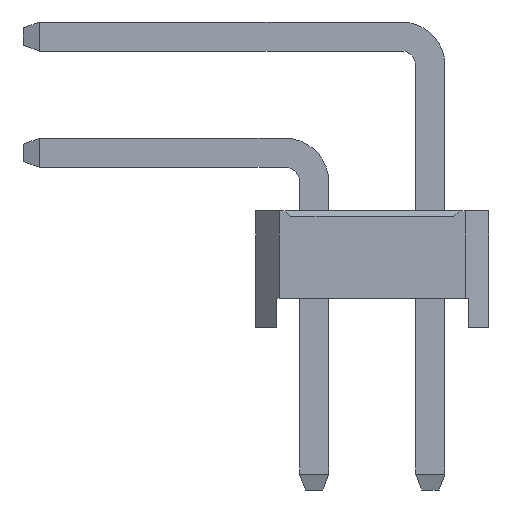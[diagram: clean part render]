
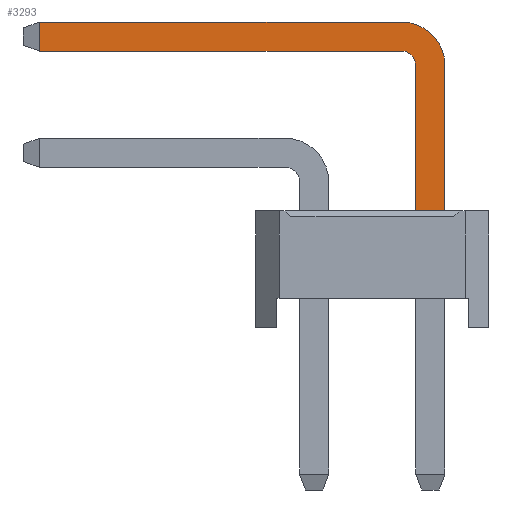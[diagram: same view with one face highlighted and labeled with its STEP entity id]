
A CAD part, left-side view. The second image highlights one B-rep face of the part: STEP entity #3293.
In plain terms, the highlighted planar face has unit normal (-1, 0, 0).
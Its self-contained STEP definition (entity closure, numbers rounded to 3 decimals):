
#3293=ADVANCED_FACE('',(#14329),#14331,.T.);
#14329=FACE_BOUND('',#14330,.T.);
#14330=EDGE_LOOP('',(#23265,#23266,#23267,#23268,#23269,#23270,#23271,#23272));
#14331=PLANE('',#14332);
#14332=AXIS2_PLACEMENT_3D('',#14333,#14334,#14335);
#14333=CARTESIAN_POINT('',(-0.25,-1.75,-2.8));
#14334=DIRECTION('',(-1.,0.,0.));
#14335=DIRECTION('',(0.,-1.,0.));
#23265=ORIENTED_EDGE('',*,*,#28765,.F.);
#23266=ORIENTED_EDGE('',*,*,#28766,.F.);
#23267=ORIENTED_EDGE('',*,*,#28767,.F.);
#23268=ORIENTED_EDGE('',*,*,#28768,.F.);
#23269=ORIENTED_EDGE('',*,*,#27381,.T.);
#23270=ORIENTED_EDGE('',*,*,#28764,.T.);
#23271=ORIENTED_EDGE('',*,*,#28769,.T.);
#23272=ORIENTED_EDGE('',*,*,#28770,.T.);
#27381=EDGE_CURVE('',#30819,#30817,#30820,.T.);
#28764=EDGE_CURVE('',#30817,#33192,#33194,.T.);
#28765=EDGE_CURVE('',#33195,#33196,#33197,.T.);
#28766=EDGE_CURVE('',#33198,#33195,#33199,.T.);
#28767=EDGE_CURVE('',#33200,#33198,#33201,.T.);
#28768=EDGE_CURVE('',#30819,#33200,#33202,.T.);
#28769=EDGE_CURVE('',#33192,#33203,#33204,.T.);
#28770=EDGE_CURVE('',#33203,#33196,#33205,.T.);
#30817=VERTEX_POINT('',#36518);
#30819=VERTEX_POINT('',#36522);
#30820=LINE('',#36523,#36524);
#33192=VERTEX_POINT('',#41749);
#33194=LINE('',#41753,#41754);
#33195=VERTEX_POINT('',#41756);
#33196=VERTEX_POINT('',#41757);
#33197=LINE('',#41758,#41759);
#33198=VERTEX_POINT('',#41761);
#33199=LINE('',#41762,#41763);
#33200=VERTEX_POINT('',#41765);
#33201=CIRCLE('',#41766,0.25);
#33202=LINE('',#41770,#41771);
#33203=VERTEX_POINT('',#41773);
#33204=CIRCLE('',#41774,0.75);
#33205=LINE('',#41778,#41779);
#36518=CARTESIAN_POINT('',(-0.25,-2.25,2.));
#36522=CARTESIAN_POINT('',(-0.25,-1.75,2.));
#36523=CARTESIAN_POINT('',(-0.25,-1.75,2.));
#36524=VECTOR('',#36525,1.);
#36525=DIRECTION('',(0.,-1.,0.));
#41749=CARTESIAN_POINT('',(-0.25,-2.25,4.5));
#41753=CARTESIAN_POINT('',(-0.25,-2.25,2.));
#41754=VECTOR('',#41755,1.);
#41755=DIRECTION('',(0.,0.,1.));
#41756=CARTESIAN_POINT('',(-0.25,4.725,4.75));
#41757=CARTESIAN_POINT('',(-0.25,4.725,5.25));
#41758=CARTESIAN_POINT('',(-0.25,4.725,4.75));
#41759=VECTOR('',#41760,1.);
#41760=DIRECTION('',(0.,0.,1.));
#41761=CARTESIAN_POINT('',(-0.25,-1.5,4.75));
#41762=CARTESIAN_POINT('',(-0.25,-1.5,4.75));
#41763=VECTOR('',#41764,1.);
#41764=DIRECTION('',(0.,1.,0.));
#41765=CARTESIAN_POINT('',(-0.25,-1.75,4.5));
#41766=AXIS2_PLACEMENT_3D('',#41767,#41768,#41769);
#41767=CARTESIAN_POINT('',(-0.25,-1.5,4.5));
#41768=DIRECTION('',(-1.,-0.,0.));
#41769=DIRECTION('',(0.,-1.,0.));
#41770=CARTESIAN_POINT('',(-0.25,-1.75,2.));
#41771=VECTOR('',#41772,1.);
#41772=DIRECTION('',(0.,0.,1.));
#41773=CARTESIAN_POINT('',(-0.25,-1.5,5.25));
#41774=AXIS2_PLACEMENT_3D('',#41775,#41776,#41777);
#41775=CARTESIAN_POINT('',(-0.25,-1.5,4.5));
#41776=DIRECTION('',(-1.,-0.,0.));
#41777=DIRECTION('',(0.,-1.,0.));
#41778=CARTESIAN_POINT('',(-0.25,-1.5,5.25));
#41779=VECTOR('',#41780,1.);
#41780=DIRECTION('',(0.,1.,0.));
